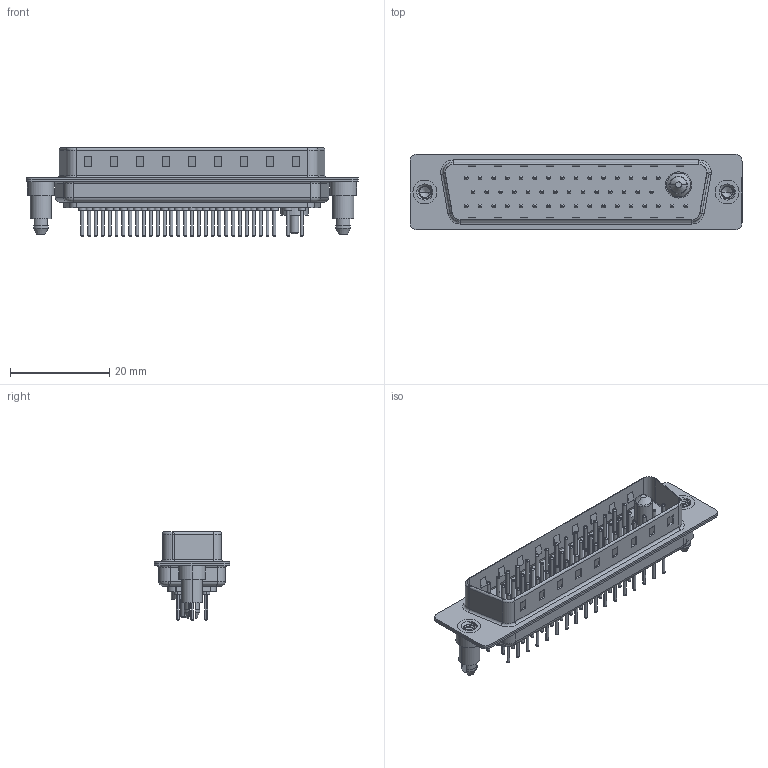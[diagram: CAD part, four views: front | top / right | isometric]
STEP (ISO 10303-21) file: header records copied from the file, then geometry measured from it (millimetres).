
FILE_DESCRIPTION (( 'STEP AP203' ), '1' );
FILE_NAME ('627-47W1624-1N5.STEP', '2019-06-20T16:49:26', ( '' ), ( '' ), 'SwSTEP 2.0', 'SolidWorks 2016', '' );
FILE_SCHEMA (( 'CONFIG_CONTROL_DESIGN' ));
Length unit declared in the file: millimetre
Products named in the file (9): 627Combo Contact Row 1_24; 627Combo Threaded Boardlock_5; 627Combo Shell Front_50 Contacts; 627Combo Housing_47W1; Power Pin_10A S; 627-47W1624-1N5; 627Combo Shell Rear_50 Contacts; 627Combo Contact Row 3_24; 627Combo Contact Row 2_24
Assembly tree (52 placements, depth 2):
  627-47W1624-1N5
    627Combo Housing_47W1
    627Combo Shell Rear_50 Contacts
    627Combo Shell Front_50 Contacts
    627Combo Threaded Boardlock_5  x2
    Power Pin_10A S
    627Combo Contact Row 1_24  x15
    627Combo Contact Row 2_24  x14
    627Combo Contact Row 3_24  x17
Bounding box: 67 x 15.3 x 17.9 mm (x, y, z)
Volume: 4714.3 mm3; surface area: 11095.9 mm2
Topology: 53 solids, 53 shells, 2204 faces, 4678 edges, 2828 vertices
Faces by surface type: cylinder 836, torus 788, plane 551, cone 21, bspline 8
Entity records: 30341 total; most frequent: CARTESIAN_POINT 6249, DIRECTION 4994, ORIENTED_EDGE 4238, EDGE_CURVE 2119, AXIS2_PLACEMENT_3D 2002, VERTEX_POINT 1357, EDGE_LOOP 1160, CIRCLE 1053
